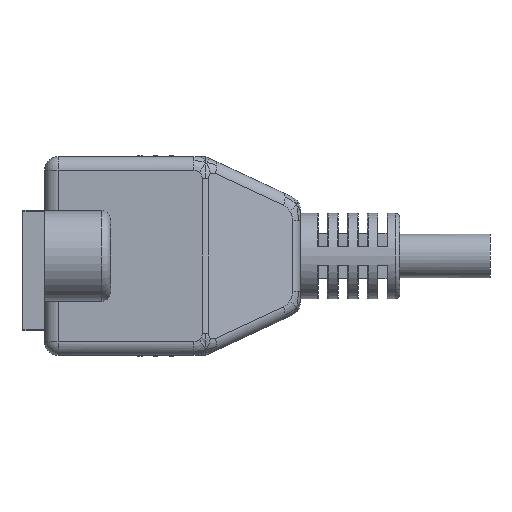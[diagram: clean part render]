
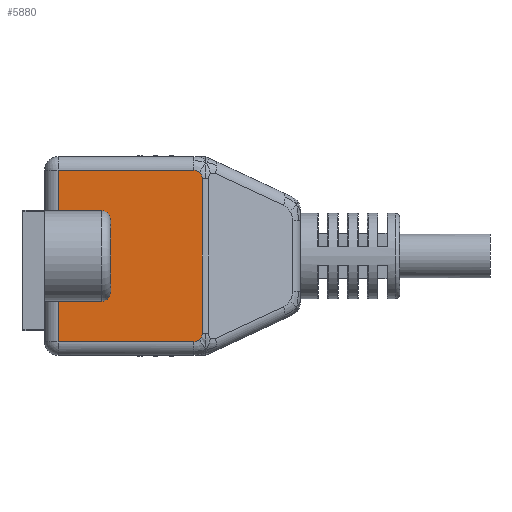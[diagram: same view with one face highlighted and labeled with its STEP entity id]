
A CAD part, left-side view. The second image highlights one B-rep face of the part: STEP entity #5880.
In plain terms, the highlighted planar face has unit normal (-1, 0, 0).
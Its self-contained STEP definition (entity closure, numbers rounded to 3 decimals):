
#233=LINE('',#10711,#750);
#260=LINE('',#10778,#777);
#261=LINE('',#10781,#778);
#262=LINE('',#10785,#779);
#263=LINE('',#10789,#780);
#264=LINE('',#10791,#781);
#265=LINE('',#10792,#782);
#266=LINE('',#10793,#783);
#750=VECTOR('',#7016,10.);
#777=VECTOR('',#7071,10.);
#778=VECTOR('',#7074,10.);
#779=VECTOR('',#7077,10.);
#780=VECTOR('',#7080,10.);
#781=VECTOR('',#7081,10.);
#782=VECTOR('',#7082,10.);
#783=VECTOR('',#7083,10.);
#1237=PLANE('',#6333);
#1489=FACE_OUTER_BOUND('',#1845,.T.);
#1845=EDGE_LOOP('',(#4284,#4285,#4286,#4287,#4288,#4289,#4290,#4291,#4292,
#4293,#4294,#4295,#4296,#4297));
#2165=CIRCLE('',#6213,0.944);
#2168=CIRCLE('',#6216,0.944);
#2195=CIRCLE('',#6243,0.944);
#2198=CIRCLE('',#6246,0.944);
#2267=CIRCLE('',#6334,1.);
#2268=CIRCLE('',#6335,1.);
#2520=VERTEX_POINT('',#8570);
#2521=VERTEX_POINT('',#8577);
#2523=VERTEX_POINT('',#8623);
#2556=VERTEX_POINT('',#9284);
#2557=VERTEX_POINT('',#9291);
#2559=VERTEX_POINT('',#9337);
#2657=VERTEX_POINT('',#10705);
#2659=VERTEX_POINT('',#10709);
#2686=VERTEX_POINT('',#10780);
#2687=VERTEX_POINT('',#10782);
#2688=VERTEX_POINT('',#10784);
#2689=VERTEX_POINT('',#10786);
#2690=VERTEX_POINT('',#10788);
#2691=VERTEX_POINT('',#10790);
#3090=EDGE_CURVE('',#2520,#2521,#2165,.T.);
#3094=EDGE_CURVE('',#2523,#2520,#2168,.T.);
#3138=EDGE_CURVE('',#2556,#2557,#2195,.T.);
#3142=EDGE_CURVE('',#2559,#2556,#2198,.T.);
#3275=EDGE_CURVE('',#2659,#2657,#233,.T.);
#3310=EDGE_CURVE('',#2657,#2559,#260,.T.);
#3311=EDGE_CURVE('',#2686,#2659,#261,.T.);
#3312=EDGE_CURVE('',#2687,#2686,#2267,.F.);
#3313=EDGE_CURVE('',#2688,#2687,#262,.T.);
#3314=EDGE_CURVE('',#2689,#2688,#2268,.F.);
#3315=EDGE_CURVE('',#2689,#2690,#263,.T.);
#3316=EDGE_CURVE('',#2691,#2690,#264,.T.);
#3317=EDGE_CURVE('',#2521,#2691,#265,.T.);
#3318=EDGE_CURVE('',#2557,#2523,#266,.T.);
#4284=ORIENTED_EDGE('',*,*,#3275,.F.);
#4285=ORIENTED_EDGE('',*,*,#3311,.F.);
#4286=ORIENTED_EDGE('',*,*,#3312,.F.);
#4287=ORIENTED_EDGE('',*,*,#3313,.F.);
#4288=ORIENTED_EDGE('',*,*,#3314,.F.);
#4289=ORIENTED_EDGE('',*,*,#3315,.T.);
#4290=ORIENTED_EDGE('',*,*,#3316,.F.);
#4291=ORIENTED_EDGE('',*,*,#3317,.F.);
#4292=ORIENTED_EDGE('',*,*,#3090,.F.);
#4293=ORIENTED_EDGE('',*,*,#3094,.F.);
#4294=ORIENTED_EDGE('',*,*,#3318,.F.);
#4295=ORIENTED_EDGE('',*,*,#3138,.F.);
#4296=ORIENTED_EDGE('',*,*,#3142,.F.);
#4297=ORIENTED_EDGE('',*,*,#3310,.F.);
#5880=ADVANCED_FACE('',(#1489),#1237,.T.);
#6213=AXIS2_PLACEMENT_3D('',#8578,#6763,#6764);
#6216=AXIS2_PLACEMENT_3D('',#8625,#6769,#6770);
#6243=AXIS2_PLACEMENT_3D('',#9292,#6823,#6824);
#6246=AXIS2_PLACEMENT_3D('',#9339,#6829,#6830);
#6333=AXIS2_PLACEMENT_3D('',#10779,#7072,#7073);
#6334=AXIS2_PLACEMENT_3D('',#10783,#7075,#7076);
#6335=AXIS2_PLACEMENT_3D('',#10787,#7078,#7079);
#6763=DIRECTION('center_axis',(1.,0.,0.));
#6764=DIRECTION('ref_axis',(0.,-0.707,-0.707));
#6769=DIRECTION('center_axis',(1.,0.,0.));
#6770=DIRECTION('ref_axis',(0.,-0.707,-0.707));
#6823=DIRECTION('center_axis',(1.,0.,0.));
#6824=DIRECTION('ref_axis',(0.,-0.707,0.707));
#6829=DIRECTION('center_axis',(1.,0.,0.));
#6830=DIRECTION('ref_axis',(0.,-0.707,0.707));
#7016=DIRECTION('',(0.,0.,1.));
#7071=DIRECTION('',(0.,-1.,0.));
#7072=DIRECTION('center_axis',(-1.,0.,0.));
#7073=DIRECTION('ref_axis',(0.,0.,1.));
#7074=DIRECTION('',(0.,1.,0.));
#7075=DIRECTION('center_axis',(1.,0.,0.));
#7076=DIRECTION('ref_axis',(0.,-0.707,0.707));
#7077=DIRECTION('',(0.,0.,1.));
#7078=DIRECTION('center_axis',(1.,0.,0.));
#7079=DIRECTION('ref_axis',(0.,-0.707,-0.707));
#7080=DIRECTION('',(0.,1.,0.));
#7081=DIRECTION('',(0.,0.,1.));
#7082=DIRECTION('',(0.,1.,0.));
#7083=DIRECTION('',(0.,0.,-1.));
#8570=CARTESIAN_POINT('',(2.65,-17.191,-9.223));
#8577=CARTESIAN_POINT('',(2.65,-16.523,-9.5));
#8578=CARTESIAN_POINT('Origin',(2.65,-16.523,-8.556));
#8623=CARTESIAN_POINT('',(2.65,-17.467,-8.556));
#8625=CARTESIAN_POINT('Origin',(2.65,-16.523,-8.556));
#9284=CARTESIAN_POINT('',(2.65,-17.191,9.223));
#9291=CARTESIAN_POINT('',(2.65,-17.467,8.556));
#9292=CARTESIAN_POINT('Origin',(2.65,-16.523,8.556));
#9337=CARTESIAN_POINT('',(2.65,-16.523,9.5));
#9339=CARTESIAN_POINT('Origin',(2.65,-16.523,8.556));
#10705=CARTESIAN_POINT('',(2.65,-1.5,9.5));
#10709=CARTESIAN_POINT('',(2.65,-1.5,5.));
#10711=CARTESIAN_POINT('',(2.65,-1.5,2.5));
#10778=CARTESIAN_POINT('',(2.65,-7.6,9.5));
#10779=CARTESIAN_POINT('Origin',(2.65,-7.6,5.));
#10780=CARTESIAN_POINT('',(2.65,-6.3,5.));
#10781=CARTESIAN_POINT('',(2.65,-7.6,5.));
#10782=CARTESIAN_POINT('',(2.65,-7.3,4.));
#10783=CARTESIAN_POINT('Origin',(2.65,-6.3,4.));
#10784=CARTESIAN_POINT('',(2.65,-7.3,-4.));
#10785=CARTESIAN_POINT('',(2.65,-7.3,5.5));
#10786=CARTESIAN_POINT('',(2.65,-6.3,-5.));
#10787=CARTESIAN_POINT('Origin',(2.65,-6.3,-4.));
#10788=CARTESIAN_POINT('',(2.65,-1.5,-5.));
#10789=CARTESIAN_POINT('',(2.65,-7.6,-5.));
#10790=CARTESIAN_POINT('',(2.65,-1.5,-9.5));
#10791=CARTESIAN_POINT('',(2.65,-1.5,2.5));
#10792=CARTESIAN_POINT('',(2.65,-7.6,-9.5));
#10793=CARTESIAN_POINT('',(2.65,-17.467,-3.));
